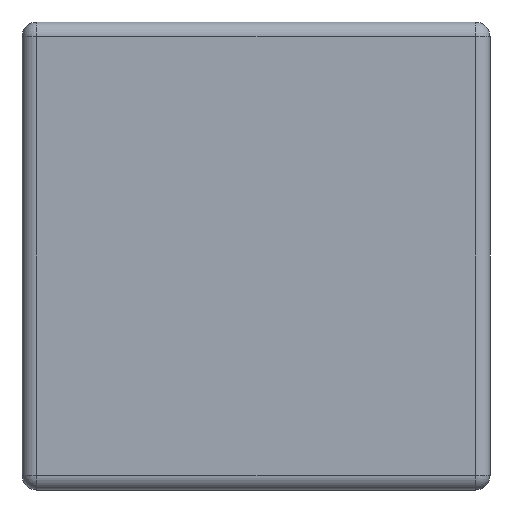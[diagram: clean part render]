
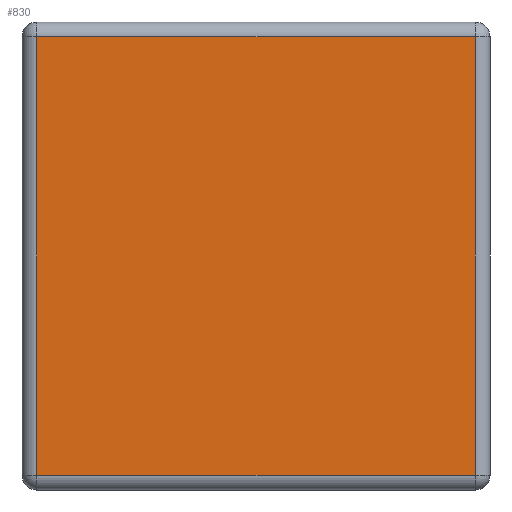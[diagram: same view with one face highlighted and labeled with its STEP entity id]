
A CAD part, left-side view. The second image highlights one B-rep face of the part: STEP entity #830.
In plain terms, the highlighted planar face has unit normal (-1, 0, 0).
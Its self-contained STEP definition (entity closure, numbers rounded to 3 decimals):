
#160=FACE_OUTER_BOUND('',#219,.T.);
#219=EDGE_LOOP('',(#722,#723,#724,#725));
#266=LINE('',#1379,#332);
#268=LINE('',#1396,#334);
#273=LINE('',#1418,#339);
#286=LINE('',#1451,#352);
#332=VECTOR('',#1122,10.);
#334=VECTOR('',#1142,10.);
#339=VECTOR('',#1169,10.);
#352=VECTOR('',#1210,10.);
#395=VERTEX_POINT('',#1365);
#397=VERTEX_POINT('',#1371);
#405=VERTEX_POINT('',#1391);
#409=VERTEX_POINT('',#1411);
#488=EDGE_CURVE('',#397,#395,#266,.T.);
#496=EDGE_CURVE('',#395,#405,#268,.T.);
#507=EDGE_CURVE('',#409,#397,#273,.T.);
#526=EDGE_CURVE('',#405,#409,#286,.T.);
#722=ORIENTED_EDGE('',*,*,#488,.F.);
#723=ORIENTED_EDGE('',*,*,#507,.F.);
#724=ORIENTED_EDGE('',*,*,#526,.F.);
#725=ORIENTED_EDGE('',*,*,#496,.F.);
#772=PLANE('',#950);
#830=ADVANCED_FACE('',(#160),#772,.T.);
#950=AXIS2_PLACEMENT_3D('',#1456,#1217,#1218);
#1122=DIRECTION('',(0.,1.,0.));
#1142=DIRECTION('',(0.,0.,1.));
#1169=DIRECTION('',(0.,0.,-1.));
#1210=DIRECTION('',(0.,-1.,0.));
#1217=DIRECTION('center_axis',(-1.,0.,0.));
#1218=DIRECTION('ref_axis',(0.,-1.,0.));
#1365=CARTESIAN_POINT('',(-0.525,0.258,0.018));
#1371=CARTESIAN_POINT('',(-0.525,-0.258,0.018));
#1379=CARTESIAN_POINT('',(-0.525,0.138,0.018));
#1391=CARTESIAN_POINT('',(-0.525,0.258,0.533));
#1396=CARTESIAN_POINT('',(-0.525,0.258,0.));
#1411=CARTESIAN_POINT('',(-0.525,-0.258,0.533));
#1418=CARTESIAN_POINT('',(-0.525,-0.258,0.));
#1451=CARTESIAN_POINT('',(-0.525,0.138,0.533));
#1456=CARTESIAN_POINT('Origin',(-0.525,0.275,0.));
